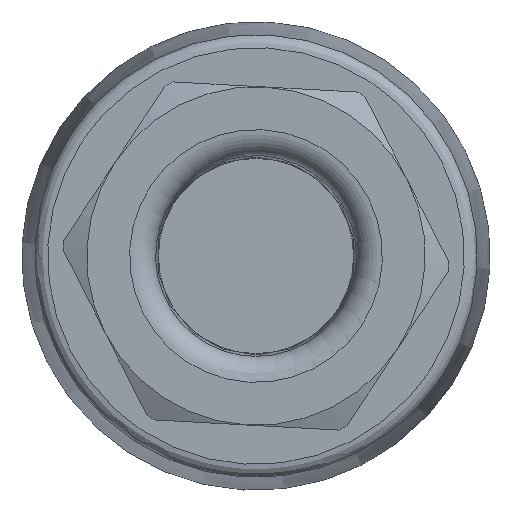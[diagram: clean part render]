
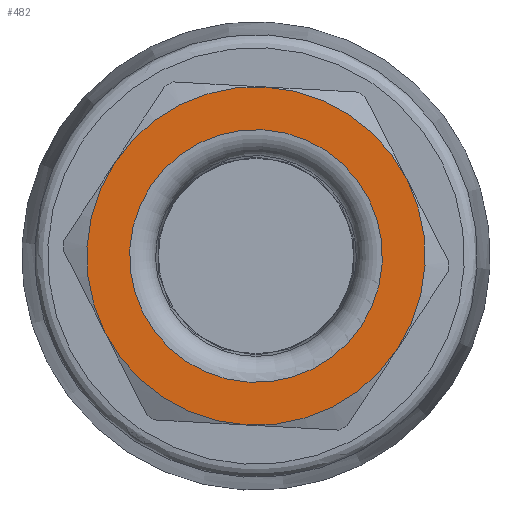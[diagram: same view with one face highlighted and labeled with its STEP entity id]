
A CAD part, front view. The second image highlights one B-rep face of the part: STEP entity #482.
In plain terms, the highlighted planar face has unit normal (0, -1, 0).
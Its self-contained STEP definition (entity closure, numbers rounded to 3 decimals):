
#482=ADVANCED_FACE('',(#696,#697),#590,.F.);
#590=PLANE('',#2742);
#696=FACE_BOUND('',#802,.T.);
#697=FACE_BOUND('',#803,.T.);
#802=EDGE_LOOP('',(#1257));
#803=EDGE_LOOP('',(#1258,#1259,#1260,#1261,#1262,#1263));
#969=CIRCLE('',#2711,6.5);
#971=CIRCLE('',#2715,6.5);
#973=CIRCLE('',#2719,6.5);
#975=CIRCLE('',#2723,6.5);
#977=CIRCLE('',#2727,6.5);
#979=CIRCLE('',#2731,6.5);
#982=CIRCLE('',#2736,4.854);
#1257=ORIENTED_EDGE('',*,*,#2068,.T.);
#1258=ORIENTED_EDGE('',*,*,#2055,.F.);
#1259=ORIENTED_EDGE('',*,*,#2057,.F.);
#1260=ORIENTED_EDGE('',*,*,#2059,.F.);
#1261=ORIENTED_EDGE('',*,*,#2061,.F.);
#1262=ORIENTED_EDGE('',*,*,#2063,.F.);
#1263=ORIENTED_EDGE('',*,*,#2065,.F.);
#1768=VERTEX_POINT('',#4848);
#1774=VERTEX_POINT('',#4861);
#1780=VERTEX_POINT('',#4874);
#1786=VERTEX_POINT('',#4887);
#1792=VERTEX_POINT('',#4900);
#1798=VERTEX_POINT('',#4913);
#1804=VERTEX_POINT('',#4969);
#2055=EDGE_CURVE('',#1786,#1792,#969,.T.);
#2057=EDGE_CURVE('',#1780,#1786,#971,.T.);
#2059=EDGE_CURVE('',#1774,#1780,#973,.T.);
#2061=EDGE_CURVE('',#1768,#1774,#975,.T.);
#2063=EDGE_CURVE('',#1798,#1768,#977,.T.);
#2065=EDGE_CURVE('',#1792,#1798,#979,.T.);
#2068=EDGE_CURVE('',#1804,#1804,#982,.T.);
#2711=AXIS2_PLACEMENT_3D('',#4942,#3112,#3113);
#2715=AXIS2_PLACEMENT_3D('',#4946,#3120,#3121);
#2719=AXIS2_PLACEMENT_3D('',#4950,#3128,#3129);
#2723=AXIS2_PLACEMENT_3D('',#4954,#3136,#3137);
#2727=AXIS2_PLACEMENT_3D('',#4958,#3144,#3145);
#2731=AXIS2_PLACEMENT_3D('',#4962,#3152,#3153);
#2736=AXIS2_PLACEMENT_3D('',#4968,#3162,#3163);
#2742=AXIS2_PLACEMENT_3D('',#4976,#3174,#3175);
#3112=DIRECTION('',(0.,1.,0.));
#3113=DIRECTION('',(-0.837,0.,0.547));
#3120=DIRECTION('',(0.,1.,0.));
#3121=DIRECTION('',(-0.837,0.,0.547));
#3128=DIRECTION('',(0.,1.,0.));
#3129=DIRECTION('',(-0.837,0.,0.547));
#3136=DIRECTION('',(0.,1.,0.));
#3137=DIRECTION('',(-0.837,0.,0.547));
#3144=DIRECTION('',(0.,1.,0.));
#3145=DIRECTION('',(-0.837,0.,0.547));
#3152=DIRECTION('',(0.,1.,0.));
#3153=DIRECTION('',(-0.837,0.,0.547));
#3162=DIRECTION('',(0.,1.,0.));
#3163=DIRECTION('',(0.547,0.,0.837));
#3174=DIRECTION('',(0.,1.,0.));
#3175=DIRECTION('',(0.547,0.,0.837));
#4848=CARTESIAN_POINT('',(21.627,-73.565,-6.49));
#4861=CARTESIAN_POINT('',(16.185,-73.565,-2.935));
#4874=CARTESIAN_POINT('',(16.543,-73.565,3.555));
#4887=CARTESIAN_POINT('',(22.342,-73.565,6.49));
#4900=CARTESIAN_POINT('',(27.784,-73.565,2.935));
#4913=CARTESIAN_POINT('',(27.426,-73.565,-3.555));
#4942=CARTESIAN_POINT('',(21.985,-73.565,0.));
#4946=CARTESIAN_POINT('',(21.985,-73.565,0.));
#4950=CARTESIAN_POINT('',(21.985,-73.565,0.));
#4954=CARTESIAN_POINT('',(21.985,-73.565,0.));
#4958=CARTESIAN_POINT('',(21.985,-73.565,0.));
#4962=CARTESIAN_POINT('',(21.985,-73.565,0.));
#4968=CARTESIAN_POINT('',(21.985,-73.565,0.));
#4969=CARTESIAN_POINT('',(24.639,-73.565,4.064));
#4976=CARTESIAN_POINT('',(10.386,-73.565,-5.87));
